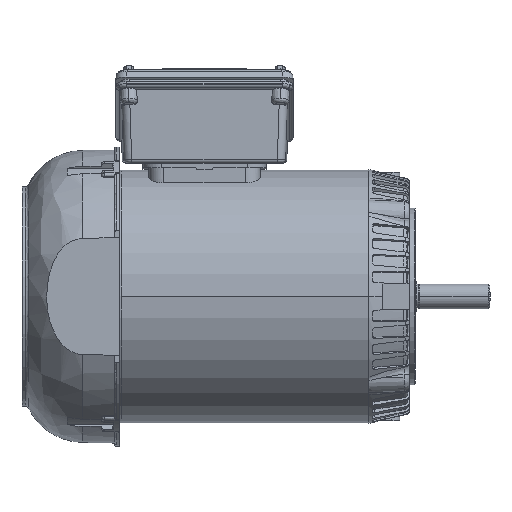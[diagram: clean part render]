
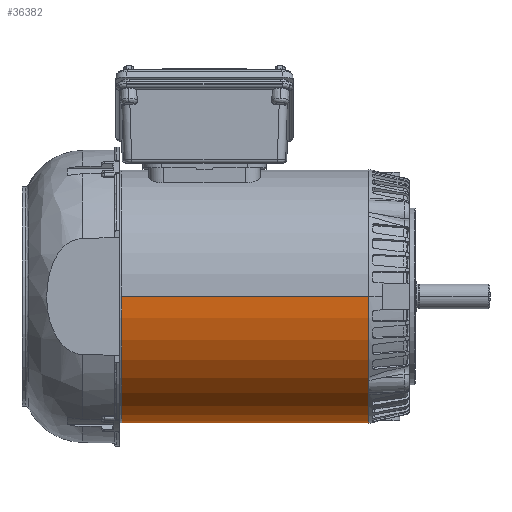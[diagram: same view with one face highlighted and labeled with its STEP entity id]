
A CAD part, front view. The second image highlights one B-rep face of the part: STEP entity #36382.
In plain terms, the highlighted cylindrical face has radius 81.875 mm (diameter 163.75 mm), a partial arc.
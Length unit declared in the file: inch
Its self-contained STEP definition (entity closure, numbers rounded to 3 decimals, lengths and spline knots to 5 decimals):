
#51 = DIRECTION ( 'NONE',  ( 0., 0., 1. ) ) ;
#387 = EDGE_LOOP ( 'NONE', ( #17823, #29367, #47309, #9555 ) ) ;
#1041 = VERTEX_POINT ( 'NONE', #40542 ) ;
#2245 = VERTEX_POINT ( 'NONE', #36082 ) ;
#2879 = EDGE_CURVE ( 'NONE', #3258, #2245, #27481, .T. ) ;
#3258 = VERTEX_POINT ( 'NONE', #39964 ) ;
#3714 = CARTESIAN_POINT ( 'NONE',  ( 24.53217, -0.18695, 0. ) ) ;
#4776 = CIRCLE ( 'NONE', #14193, 3.22343 ) ;
#5255 = DIRECTION ( 'NONE',  ( 1., 0., 0. ) ) ;
#6879 = EDGE_CURVE ( 'NONE', #1041, #2245, #38568, .T. ) ;
#8047 = EDGE_CURVE ( 'NONE', #3258, #37688, #4776, .T. ) ;
#9555 = ORIENTED_EDGE ( 'NONE', *, *, #6879, .T. ) ;
#9807 = DIRECTION ( 'NONE',  ( -1., 0., 0. ) ) ;
#10314 = CARTESIAN_POINT ( 'NONE',  ( 24.53217, -3.41037, 0. ) ) ;
#10442 = DIRECTION ( 'NONE',  ( 0., 0., 1. ) ) ;
#10710 = VECTOR ( 'NONE', #47182, 39.37008 ) ;
#11175 = CARTESIAN_POINT ( 'NONE',  ( 3.25986, -0.18695, 0. ) ) ;
#11587 = FACE_OUTER_BOUND ( 'NONE', #387, .T. ) ;
#12287 = AXIS2_PLACEMENT_3D ( 'NONE', #3714, #45111, #51 ) ;
#14193 = AXIS2_PLACEMENT_3D ( 'NONE', #11175, #18065, #10442 ) ;
#15821 = VECTOR ( 'NONE', #9807, 39.37008 ) ;
#17823 = ORIENTED_EDGE ( 'NONE', *, *, #2879, .F. ) ;
#18065 = DIRECTION ( 'NONE',  ( -1., 0., 0. ) ) ;
#22410 = CYLINDRICAL_SURFACE ( 'NONE', #12287, 3.22343 ) ;
#25250 = EDGE_CURVE ( 'NONE', #37688, #1041, #47997, .T. ) ;
#27481 = LINE ( 'NONE', #35352, #10710 ) ;
#27910 = DIRECTION ( 'NONE',  ( 0., 0., 1. ) ) ;
#29367 = ORIENTED_EDGE ( 'NONE', *, *, #8047, .T. ) ;
#35352 = CARTESIAN_POINT ( 'NONE',  ( 24.53217, -0.18695, -3.22343 ) ) ;
#36082 = CARTESIAN_POINT ( 'NONE',  ( -3.03936, -0.18695, -3.22343 ) ) ;
#36382 = ADVANCED_FACE ( 'NONE', ( #11587 ), #22410, .T. ) ;
#37688 = VERTEX_POINT ( 'NONE', #46952 ) ;
#38568 = CIRCLE ( 'NONE', #39336, 3.22343 ) ;
#39336 = AXIS2_PLACEMENT_3D ( 'NONE', #39502, #5255, #27910 ) ;
#39502 = CARTESIAN_POINT ( 'NONE',  ( -3.03936, -0.18695, 0. ) ) ;
#39964 = CARTESIAN_POINT ( 'NONE',  ( 3.25986, -0.18695, -3.22343 ) ) ;
#40542 = CARTESIAN_POINT ( 'NONE',  ( -3.03936, -3.41037, 0. ) ) ;
#45111 = DIRECTION ( 'NONE',  ( -1., 0., 0. ) ) ;
#46952 = CARTESIAN_POINT ( 'NONE',  ( 3.25986, -3.41037, 0. ) ) ;
#47182 = DIRECTION ( 'NONE',  ( -1., 0., 0. ) ) ;
#47309 = ORIENTED_EDGE ( 'NONE', *, *, #25250, .T. ) ;
#47997 = LINE ( 'NONE', #10314, #15821 ) ;
